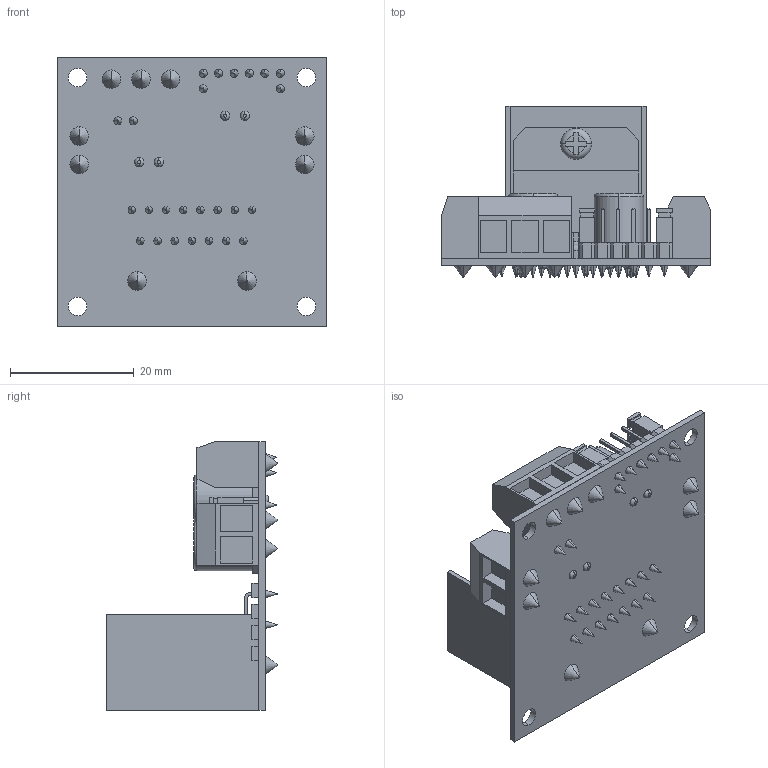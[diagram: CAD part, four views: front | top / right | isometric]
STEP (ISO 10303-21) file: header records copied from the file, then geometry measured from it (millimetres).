
FILE_DESCRIPTION (( 'STEP AP214' ), '1' );
FILE_NAME ('H-Bridge_L298N.STEP', '2024-08-13T10:19:45', ( '' ), ( '' ), 'SwSTEP 2.0', 'SolidWorks 2022', '' );
FILE_SCHEMA (( 'AUTOMOTIVE_DESIGN' ));
Length unit declared in the file: millimetre
Products named in the file (1): H-Bridge_L298N
Bounding box: 43.5 x 27.8 x 43.5 mm (x, y, z)
Volume: 8828.8 mm3; surface area: 12582.5 mm2
Topology: 11 solids, 11 shells, 1005 faces, 2583 edges, 1706 vertices
Faces by surface type: plane 822, cylinder 99, cone 70, torus 14
Entity records: 38360 total; most frequent: CARTESIAN_POINT 5337, ORIENTED_EDGE 5166, DIRECTION 4955, EDGE_CURVE 2583, VECTOR 2195, LINE 2195, VERTEX_POINT 1706, AXIS2_PLACEMENT_3D 1380
